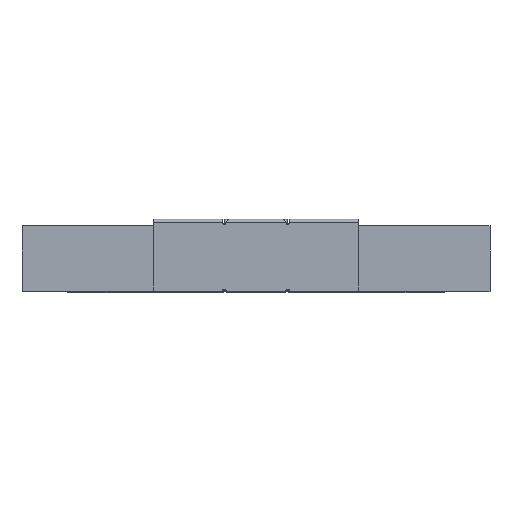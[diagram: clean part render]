
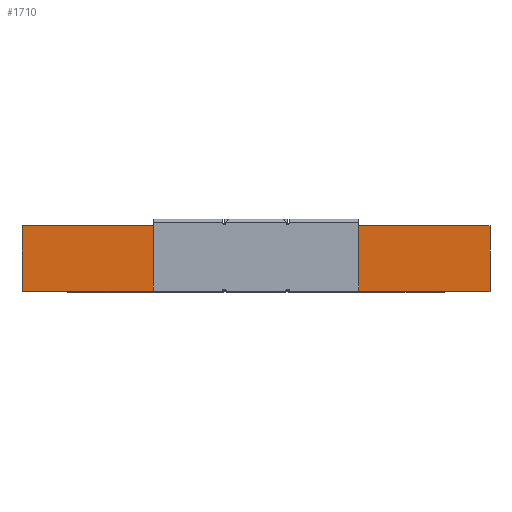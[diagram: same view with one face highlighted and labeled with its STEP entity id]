
A CAD part, top view. The second image highlights one B-rep face of the part: STEP entity #1710.
In plain terms, the highlighted planar face has unit normal (0, 0, 1).
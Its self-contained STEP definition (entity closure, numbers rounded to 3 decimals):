
#168 = DIRECTION ( 'NONE',  ( 1., 0., 0. ) ) ;
#210 = VERTEX_POINT ( 'NONE', #3152 ) ;
#260 = EDGE_CURVE ( 'NONE', #997, #5282, #3710, .T. ) ;
#269 = LINE ( 'NONE', #3867, #5267 ) ;
#277 = CARTESIAN_POINT ( 'NONE',  ( 0., 0.5, -192.25 ) ) ;
#308 = DIRECTION ( 'NONE',  ( -1., 0., 0. ) ) ;
#310 = LINE ( 'NONE', #5654, #1874 ) ;
#385 = EDGE_CURVE ( 'NONE', #1397, #739, #3972, .T. ) ;
#397 = CARTESIAN_POINT ( 'NONE',  ( 85.5, 5.75, -192.25 ) ) ;
#512 = CARTESIAN_POINT ( 'NONE',  ( -92., -0.75, -192.25 ) ) ;
#559 = ORIENTED_EDGE ( 'NONE', *, *, #2215, .T. ) ;
#561 = CARTESIAN_POINT ( 'NONE',  ( -35.5, 91.454, -192.25 ) ) ;
#574 = CARTESIAN_POINT ( 'NONE',  ( -35.5, 0.5, -192.25 ) ) ;
#596 = ORIENTED_EDGE ( 'NONE', *, *, #3842, .T. ) ;
#606 = VERTEX_POINT ( 'NONE', #4187 ) ;
#739 = VERTEX_POINT ( 'NONE', #2769 ) ;
#937 = DIRECTION ( 'NONE',  ( -0.707, -0.707, 0. ) ) ;
#987 = CARTESIAN_POINT ( 'NONE',  ( -35.5, 76.25, -192.25 ) ) ;
#997 = VERTEX_POINT ( 'NONE', #6312 ) ;
#1027 = DIRECTION ( 'NONE',  ( 0.707, -0.707, 0. ) ) ;
#1066 = CARTESIAN_POINT ( 'NONE',  ( 261., -0.75, -192.25 ) ) ;
#1075 = LINE ( 'NONE', #512, #5953 ) ;
#1092 = CARTESIAN_POINT ( 'NONE',  ( -261., 72.75, -192.25 ) ) ;
#1172 = EDGE_CURVE ( 'NONE', #3584, #6745, #5774, .T. ) ;
#1218 = ORIENTED_EDGE ( 'NONE', *, *, #5349, .F. ) ;
#1247 = VECTOR ( 'NONE', #937, 1000. ) ;
#1289 = ORIENTED_EDGE ( 'NONE', *, *, #1172, .F. ) ;
#1325 = CARTESIAN_POINT ( 'NONE',  ( 35.5, 0., -192.25 ) ) ;
#1397 = VERTEX_POINT ( 'NONE', #4004 ) ;
#1417 = ORIENTED_EDGE ( 'NONE', *, *, #3830, .T. ) ;
#1535 = DIRECTION ( 'NONE',  ( -1., 0., 0. ) ) ;
#1542 = DIRECTION ( 'NONE',  ( 0., 1., 0. ) ) ;
#1609 = DIRECTION ( 'NONE',  ( 0., 1., 0. ) ) ;
#1615 = LINE ( 'NONE', #1092, #3698 ) ;
#1693 = DIRECTION ( 'NONE',  ( 0., -1., 0. ) ) ;
#1710 = ADVANCED_FACE ( 'NONE', ( #4315 ), #6456, .T. ) ;
#1853 = CARTESIAN_POINT ( 'NONE',  ( 261., 72.75, -192.25 ) ) ;
#1874 = VECTOR ( 'NONE', #2321, 1000. ) ;
#2044 = ORIENTED_EDGE ( 'NONE', *, *, #2367, .F. ) ;
#2066 = VECTOR ( 'NONE', #1535, 1000. ) ;
#2074 = CARTESIAN_POINT ( 'NONE',  ( -35.5, 5.75, -192.25 ) ) ;
#2213 = ORIENTED_EDGE ( 'NONE', *, *, #3934, .F. ) ;
#2215 = EDGE_CURVE ( 'NONE', #210, #5771, #2807, .T. ) ;
#2220 = CARTESIAN_POINT ( 'NONE',  ( 85.5, 5.75, -192.25 ) ) ;
#2230 = VECTOR ( 'NONE', #2895, 1000. ) ;
#2321 = DIRECTION ( 'NONE',  ( 1., 0., 0. ) ) ;
#2367 = EDGE_CURVE ( 'NONE', #6745, #5690, #5119, .T. ) ;
#2420 = DIRECTION ( 'NONE',  ( 0., 1., 0. ) ) ;
#2439 = EDGE_CURVE ( 'NONE', #1397, #5732, #5089, .T. ) ;
#2498 = VERTEX_POINT ( 'NONE', #2690 ) ;
#2690 = CARTESIAN_POINT ( 'NONE',  ( -261., -0.75, -192.25 ) ) ;
#2693 = EDGE_CURVE ( 'NONE', #3213, #210, #3509, .T. ) ;
#2758 = LINE ( 'NONE', #1066, #4260 ) ;
#2769 = CARTESIAN_POINT ( 'NONE',  ( 35.5, 5.75, -192.25 ) ) ;
#2807 = LINE ( 'NONE', #3419, #6820 ) ;
#2895 = DIRECTION ( 'NONE',  ( -1., 0., 0. ) ) ;
#2907 = EDGE_CURVE ( 'NONE', #739, #4028, #310, .T. ) ;
#3030 = CARTESIAN_POINT ( 'NONE',  ( 261., -0.75, -192.25 ) ) ;
#3054 = VECTOR ( 'NONE', #1027, 1000. ) ;
#3078 = AXIS2_PLACEMENT_3D ( 'NONE', #5325, #5919, #1693 ) ;
#3087 = ORIENTED_EDGE ( 'NONE', *, *, #2439, .F. ) ;
#3152 = CARTESIAN_POINT ( 'NONE',  ( 35.5, 72.75, -192.25 ) ) ;
#3213 = VERTEX_POINT ( 'NONE', #1853 ) ;
#3233 = DIRECTION ( 'NONE',  ( -1., 0., 0. ) ) ;
#3260 = CARTESIAN_POINT ( 'NONE',  ( -35.5, 5.75, -192.25 ) ) ;
#3419 = CARTESIAN_POINT ( 'NONE',  ( 35.5, 91.454, -192.25 ) ) ;
#3509 = LINE ( 'NONE', #6235, #2230 ) ;
#3584 = VERTEX_POINT ( 'NONE', #3260 ) ;
#3698 = VECTOR ( 'NONE', #3739, 1000. ) ;
#3710 = LINE ( 'NONE', #561, #6505 ) ;
#3739 = DIRECTION ( 'NONE',  ( 1., 0., 0. ) ) ;
#3776 = LINE ( 'NONE', #5324, #5261 ) ;
#3830 = EDGE_CURVE ( 'NONE', #6657, #3213, #2758, .T. ) ;
#3842 = EDGE_CURVE ( 'NONE', #3850, #6657, #3776, .T. ) ;
#3850 = VERTEX_POINT ( 'NONE', #5918 ) ;
#3867 = CARTESIAN_POINT ( 'NONE',  ( -261., -0.75, -192.25 ) ) ;
#3934 = EDGE_CURVE ( 'NONE', #5732, #3584, #6402, .T. ) ;
#3972 = LINE ( 'NONE', #1325, #5265 ) ;
#3992 = ORIENTED_EDGE ( 'NONE', *, *, #2907, .T. ) ;
#4004 = CARTESIAN_POINT ( 'NONE',  ( 35.5, 0.5, -192.25 ) ) ;
#4028 = VERTEX_POINT ( 'NONE', #2220 ) ;
#4187 = CARTESIAN_POINT ( 'NONE',  ( -261., 72.75, -192.25 ) ) ;
#4197 = ORIENTED_EDGE ( 'NONE', *, *, #385, .T. ) ;
#4260 = VECTOR ( 'NONE', #6453, 1000. ) ;
#4262 = EDGE_LOOP ( 'NONE', ( #5248, #1218, #6025, #5898, #2044, #1289, #2213, #3087, #4197, #3992, #5234, #596, #1417, #5096, #559, #6413 ) ) ;
#4315 = FACE_OUTER_BOUND ( 'NONE', #4262, .T. ) ;
#4424 = EDGE_CURVE ( 'NONE', #5282, #5771, #6034, .T. ) ;
#4664 = CARTESIAN_POINT ( 'NONE',  ( -85.5, 5.75, -192.25 ) ) ;
#4744 = EDGE_CURVE ( 'NONE', #4028, #3850, #5811, .T. ) ;
#4844 = CARTESIAN_POINT ( 'NONE',  ( -92., -0.75, -192.25 ) ) ;
#5089 = LINE ( 'NONE', #277, #5821 ) ;
#5096 = ORIENTED_EDGE ( 'NONE', *, *, #2693, .T. ) ;
#5119 = LINE ( 'NONE', #5722, #1247 ) ;
#5234 = ORIENTED_EDGE ( 'NONE', *, *, #4744, .T. ) ;
#5248 = ORIENTED_EDGE ( 'NONE', *, *, #260, .F. ) ;
#5261 = VECTOR ( 'NONE', #6422, 1000. ) ;
#5265 = VECTOR ( 'NONE', #5556, 1000. ) ;
#5267 = VECTOR ( 'NONE', #2420, 1000. ) ;
#5282 = VERTEX_POINT ( 'NONE', #987 ) ;
#5324 = CARTESIAN_POINT ( 'NONE',  ( 92., -0.75, -192.25 ) ) ;
#5325 = CARTESIAN_POINT ( 'NONE',  ( 0., 0., -192.25 ) ) ;
#5349 = EDGE_CURVE ( 'NONE', #606, #997, #1615, .T. ) ;
#5379 = CARTESIAN_POINT ( 'NONE',  ( -35.5, 0., -192.25 ) ) ;
#5476 = EDGE_CURVE ( 'NONE', #2498, #606, #269, .T. ) ;
#5556 = DIRECTION ( 'NONE',  ( 0., 1., 0. ) ) ;
#5557 = DIRECTION ( 'NONE',  ( 0., 1., 0. ) ) ;
#5654 = CARTESIAN_POINT ( 'NONE',  ( 35.5, 5.75, -192.25 ) ) ;
#5690 = VERTEX_POINT ( 'NONE', #4844 ) ;
#5722 = CARTESIAN_POINT ( 'NONE',  ( -85.5, 5.75, -192.25 ) ) ;
#5732 = VERTEX_POINT ( 'NONE', #574 ) ;
#5771 = VERTEX_POINT ( 'NONE', #5921 ) ;
#5774 = LINE ( 'NONE', #2074, #2066 ) ;
#5811 = LINE ( 'NONE', #397, #3054 ) ;
#5821 = VECTOR ( 'NONE', #308, 1000. ) ;
#5898 = ORIENTED_EDGE ( 'NONE', *, *, #6778, .F. ) ;
#5918 = CARTESIAN_POINT ( 'NONE',  ( 92., -0.75, -192.25 ) ) ;
#5919 = DIRECTION ( 'NONE',  ( 0., 0., 1. ) ) ;
#5921 = CARTESIAN_POINT ( 'NONE',  ( 35.5, 76.25, -192.25 ) ) ;
#5938 = VECTOR ( 'NONE', #1609, 1000. ) ;
#5953 = VECTOR ( 'NONE', #3233, 1000. ) ;
#6025 = ORIENTED_EDGE ( 'NONE', *, *, #5476, .F. ) ;
#6034 = LINE ( 'NONE', #6595, #6060 ) ;
#6060 = VECTOR ( 'NONE', #168, 1000. ) ;
#6235 = CARTESIAN_POINT ( 'NONE',  ( 261., 72.75, -192.25 ) ) ;
#6312 = CARTESIAN_POINT ( 'NONE',  ( -35.5, 72.75, -192.25 ) ) ;
#6402 = LINE ( 'NONE', #5379, #5938 ) ;
#6413 = ORIENTED_EDGE ( 'NONE', *, *, #4424, .F. ) ;
#6422 = DIRECTION ( 'NONE',  ( 1., 0., 0. ) ) ;
#6453 = DIRECTION ( 'NONE',  ( 0., 1., 0. ) ) ;
#6456 = PLANE ( 'NONE',  #3078 ) ;
#6505 = VECTOR ( 'NONE', #1542, 1000. ) ;
#6595 = CARTESIAN_POINT ( 'NONE',  ( 0., 76.25, -192.25 ) ) ;
#6657 = VERTEX_POINT ( 'NONE', #3030 ) ;
#6745 = VERTEX_POINT ( 'NONE', #4664 ) ;
#6778 = EDGE_CURVE ( 'NONE', #5690, #2498, #1075, .T. ) ;
#6820 = VECTOR ( 'NONE', #5557, 1000. ) ;
